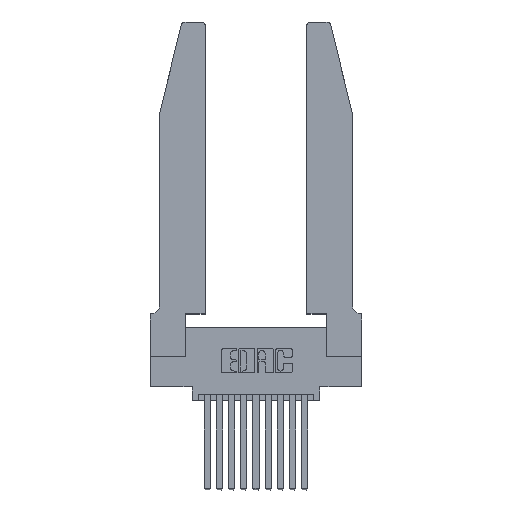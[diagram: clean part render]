
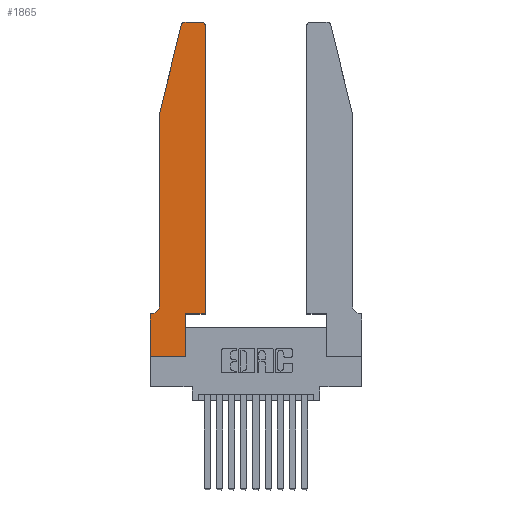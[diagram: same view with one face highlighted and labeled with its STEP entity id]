
A CAD part, top view. The second image highlights one B-rep face of the part: STEP entity #1865.
In plain terms, the highlighted planar face has unit normal (0, 0, 1).
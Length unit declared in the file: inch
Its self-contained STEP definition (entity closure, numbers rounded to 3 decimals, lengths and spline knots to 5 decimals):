
#433 = VECTOR ( 'NONE', #3385, 39.37008 ) ;
#605 = DIRECTION ( 'NONE',  ( 0., -1., 0. ) ) ;
#645 = CARTESIAN_POINT ( 'NONE',  ( 0.4205, 2.72, 0.37 ) ) ;
#856 = CARTESIAN_POINT ( 'NONE',  ( 0.284, 2.75, 0.37 ) ) ;
#918 = VERTEX_POINT ( 'NONE', #13711 ) ;
#1001 = AXIS2_PLACEMENT_3D ( 'NONE', #12244, #14681, #6778 ) ;
#1070 = LINE ( 'NONE', #1535, #4260 ) ;
#1193 = CARTESIAN_POINT ( 'NONE',  ( 0.0055, 0.35, 0.37 ) ) ;
#1195 = VERTEX_POINT ( 'NONE', #856 ) ;
#1272 = VECTOR ( 'NONE', #3328, 39.37008 ) ;
#1535 = CARTESIAN_POINT ( 'NONE',  ( 0.4505, 0.35, 0.37 ) ) ;
#1548 = CARTESIAN_POINT ( 'NONE',  ( 0.4205, 2.75, 0.37 ) ) ;
#1647 = CARTESIAN_POINT ( 'NONE',  ( 0.0055, 0.42, 0.37 ) ) ;
#1801 = DIRECTION ( 'NONE',  ( -1., 0., 0. ) ) ;
#1815 = CIRCLE ( 'NONE', #3313, 0.07 ) ;
#1865 = ADVANCED_FACE ( 'NONE', ( #12940 ), #14663, .T. ) ;
#1945 = CARTESIAN_POINT ( 'NONE',  ( 0., 0.35, 0.37 ) ) ;
#2047 = DIRECTION ( 'NONE',  ( 1., 0., 0. ) ) ;
#2246 = ORIENTED_EDGE ( 'NONE', *, *, #15214, .T. ) ;
#2619 = ORIENTED_EDGE ( 'NONE', *, *, #16179, .T. ) ;
#3037 = DIRECTION ( 'NONE',  ( -1., 0., 0. ) ) ;
#3143 = CARTESIAN_POINT ( 'NONE',  ( 0.0755, 2., 0.37 ) ) ;
#3313 = AXIS2_PLACEMENT_3D ( 'NONE', #1647, #10506, #3037 ) ;
#3328 = DIRECTION ( 'NONE',  ( -1., 0., 0. ) ) ;
#3385 = DIRECTION ( 'NONE',  ( 1., 0., 0. ) ) ;
#3396 = VERTEX_POINT ( 'NONE', #7184 ) ;
#3500 = CARTESIAN_POINT ( 'NONE',  ( 0., 0., 0.37 ) ) ;
#3526 = VERTEX_POINT ( 'NONE', #1945 ) ;
#3625 = EDGE_CURVE ( 'NONE', #10211, #918, #10636, .T. ) ;
#3728 = CARTESIAN_POINT ( 'NONE',  ( 0.4505, 0.35, 0.37 ) ) ;
#3959 = EDGE_CURVE ( 'NONE', #5478, #6293, #6811, .T. ) ;
#4260 = VECTOR ( 'NONE', #11620, 39.37008 ) ;
#4505 = CARTESIAN_POINT ( 'NONE',  ( 0.0755, 0.35, 0.37 ) ) ;
#4632 = VECTOR ( 'NONE', #605, 39.37008 ) ;
#4634 = CARTESIAN_POINT ( 'NONE',  ( 0.0755, 2., 0.37 ) ) ;
#4701 = CARTESIAN_POINT ( 'NONE',  ( 0.284, 2.72, 0.37 ) ) ;
#4883 = ORIENTED_EDGE ( 'NONE', *, *, #10676, .T. ) ;
#5029 = CARTESIAN_POINT ( 'NONE',  ( 0.2865, 0.35, 0.37 ) ) ;
#5047 = CARTESIAN_POINT ( 'NONE',  ( 0., 0., 0.37 ) ) ;
#5171 = EDGE_CURVE ( 'NONE', #7253, #7318, #11916, .T. ) ;
#5417 = LINE ( 'NONE', #4634, #4632 ) ;
#5478 = VERTEX_POINT ( 'NONE', #16144 ) ;
#5632 = CARTESIAN_POINT ( 'NONE',  ( 0.4505, 0.35, 0.37 ) ) ;
#5825 = ORIENTED_EDGE ( 'NONE', *, *, #13815, .T. ) ;
#5953 = DIRECTION ( 'NONE',  ( 1., 0., 0. ) ) ;
#6109 = AXIS2_PLACEMENT_3D ( 'NONE', #645, #9661, #2047 ) ;
#6231 = ORIENTED_EDGE ( 'NONE', *, *, #10470, .T. ) ;
#6293 = VERTEX_POINT ( 'NONE', #6732 ) ;
#6732 = CARTESIAN_POINT ( 'NONE',  ( 0.0755, 2., 0.37 ) ) ;
#6778 = DIRECTION ( 'NONE',  ( 1., 0., 0. ) ) ;
#6811 = LINE ( 'NONE', #3143, #12519 ) ;
#6917 = DIRECTION ( 'NONE',  ( 0., -1., 0. ) ) ;
#7184 = CARTESIAN_POINT ( 'NONE',  ( 0.0755, 0.42, 0.37 ) ) ;
#7197 = LINE ( 'NONE', #10064, #7592 ) ;
#7253 = VERTEX_POINT ( 'NONE', #5029 ) ;
#7318 = VERTEX_POINT ( 'NONE', #3728 ) ;
#7481 = ORIENTED_EDGE ( 'NONE', *, *, #12757, .T. ) ;
#7592 = VECTOR ( 'NONE', #14780, 39.37008 ) ;
#8739 = VECTOR ( 'NONE', #12929, 39.37008 ) ;
#9660 = LINE ( 'NONE', #4505, #12096 ) ;
#9661 = DIRECTION ( 'NONE',  ( 0., 0., 1. ) ) ;
#9827 = LINE ( 'NONE', #11752, #15806 ) ;
#10064 = CARTESIAN_POINT ( 'NONE',  ( 0.2865, 0.35, 0.37 ) ) ;
#10144 = ORIENTED_EDGE ( 'NONE', *, *, #5171, .T. ) ;
#10211 = VERTEX_POINT ( 'NONE', #5047 ) ;
#10470 = EDGE_CURVE ( 'NONE', #7318, #15070, #1070, .T. ) ;
#10506 = DIRECTION ( 'NONE',  ( 0., 0., -1. ) ) ;
#10636 = LINE ( 'NONE', #3500, #433 ) ;
#10675 = EDGE_CURVE ( 'NONE', #1195, #5478, #11743, .T. ) ;
#10676 = EDGE_CURVE ( 'NONE', #13254, #1195, #14576, .T. ) ;
#10822 = CARTESIAN_POINT ( 'NONE',  ( 0.2605, 2.75, 0.37 ) ) ;
#10942 = ORIENTED_EDGE ( 'NONE', *, *, #3959, .T. ) ;
#11305 = VERTEX_POINT ( 'NONE', #1193 ) ;
#11522 = ORIENTED_EDGE ( 'NONE', *, *, #14535, .T. ) ;
#11620 = DIRECTION ( 'NONE',  ( 0., 1., 0. ) ) ;
#11743 = CIRCLE ( 'NONE', #12288, 0.03 ) ;
#11752 = CARTESIAN_POINT ( 'NONE',  ( 0., 0., 0.37 ) ) ;
#11916 = LINE ( 'NONE', #5632, #8739 ) ;
#12096 = VECTOR ( 'NONE', #1801, 39.37008 ) ;
#12105 = CARTESIAN_POINT ( 'NONE',  ( 0.4505, 2.72, 0.37 ) ) ;
#12244 = CARTESIAN_POINT ( 'NONE',  ( 0., 0.35, 0.37 ) ) ;
#12288 = AXIS2_PLACEMENT_3D ( 'NONE', #4701, #13242, #5953 ) ;
#12458 = ORIENTED_EDGE ( 'NONE', *, *, #10675, .T. ) ;
#12519 = VECTOR ( 'NONE', #13009, 39.37008 ) ;
#12757 = EDGE_CURVE ( 'NONE', #3526, #10211, #9827, .T. ) ;
#12929 = DIRECTION ( 'NONE',  ( 1., 0., 0. ) ) ;
#12940 = FACE_OUTER_BOUND ( 'NONE', #14140, .T. ) ;
#13009 = DIRECTION ( 'NONE',  ( -0.239, -0.971, 0. ) ) ;
#13073 = CIRCLE ( 'NONE', #6109, 0.03 ) ;
#13242 = DIRECTION ( 'NONE',  ( 0., 0., 1. ) ) ;
#13254 = VERTEX_POINT ( 'NONE', #1548 ) ;
#13711 = CARTESIAN_POINT ( 'NONE',  ( 0.2865, 0., 0.37 ) ) ;
#13815 = EDGE_CURVE ( 'NONE', #3396, #11305, #1815, .T. ) ;
#14100 = ORIENTED_EDGE ( 'NONE', *, *, #3625, .T. ) ;
#14140 = EDGE_LOOP ( 'NONE', ( #4883, #12458, #10942, #14447, #5825, #2619, #7481, #14100, #2246, #10144, #6231, #11522 ) ) ;
#14447 = ORIENTED_EDGE ( 'NONE', *, *, #15595, .T. ) ;
#14535 = EDGE_CURVE ( 'NONE', #15070, #13254, #13073, .T. ) ;
#14576 = LINE ( 'NONE', #10822, #1272 ) ;
#14663 = PLANE ( 'NONE',  #1001 ) ;
#14681 = DIRECTION ( 'NONE',  ( 0., 0., 1. ) ) ;
#14780 = DIRECTION ( 'NONE',  ( 0., 1., 0. ) ) ;
#15070 = VERTEX_POINT ( 'NONE', #12105 ) ;
#15214 = EDGE_CURVE ( 'NONE', #918, #7253, #7197, .T. ) ;
#15595 = EDGE_CURVE ( 'NONE', #6293, #3396, #5417, .T. ) ;
#15806 = VECTOR ( 'NONE', #6917, 39.37008 ) ;
#16144 = CARTESIAN_POINT ( 'NONE',  ( 0.25487, 2.72718, 0.37 ) ) ;
#16179 = EDGE_CURVE ( 'NONE', #11305, #3526, #9660, .T. ) ;
